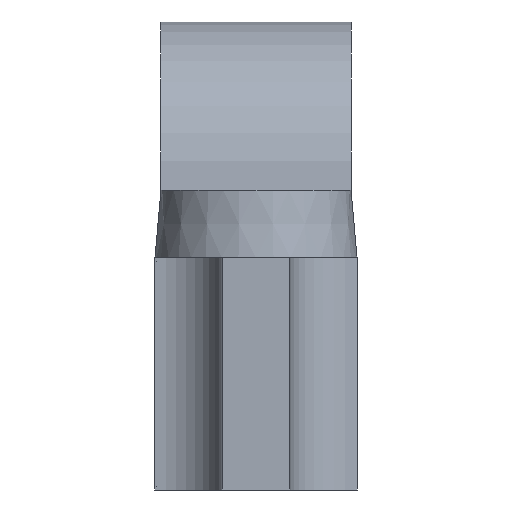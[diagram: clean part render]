
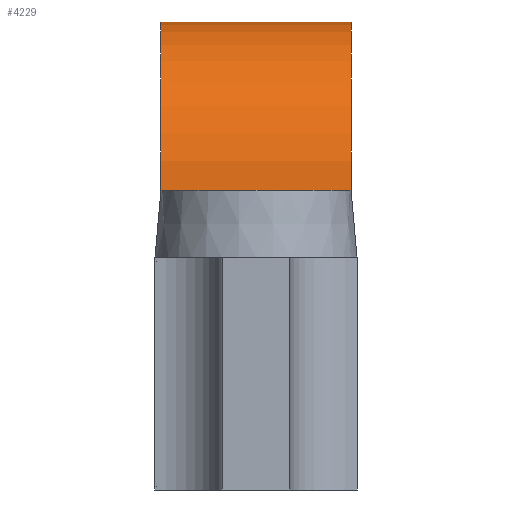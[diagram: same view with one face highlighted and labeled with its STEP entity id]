
A CAD part, left-side view. The second image highlights one B-rep face of the part: STEP entity #4229.
In plain terms, the highlighted cylindrical face has radius 0.5 mm (diameter 1 mm), a partial arc.
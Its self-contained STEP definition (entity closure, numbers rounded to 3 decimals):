
#53=CYLINDRICAL_SURFACE('',#4479,0.5);
#98=CIRCLE('',#4480,0.5);
#99=CIRCLE('',#4481,0.5);
#696=ORIENTED_EDGE('',*,*,#1424,.F.);
#697=ORIENTED_EDGE('',*,*,#1423,.F.);
#698=ORIENTED_EDGE('',*,*,#1425,.T.);
#699=ORIENTED_EDGE('',*,*,#1406,.T.);
#1406=EDGE_CURVE('',#1822,#1823,#2222,.T.);
#1423=EDGE_CURVE('',#1831,#1833,#2235,.T.);
#1424=EDGE_CURVE('',#1833,#1823,#98,.T.);
#1425=EDGE_CURVE('',#1831,#1822,#99,.T.);
#1822=VERTEX_POINT('',#6094);
#1823=VERTEX_POINT('',#6095);
#1831=VERTEX_POINT('',#6115);
#1833=VERTEX_POINT('',#6124);
#2222=LINE('',#6093,#2672);
#2235=LINE('',#6127,#2685);
#2672=VECTOR('',#5084,1000.);
#2685=VECTOR('',#5115,1000.);
#2977=EDGE_LOOP('',(#696,#697,#698,#699));
#3167=FACE_BOUND('',#2977,.T.);
#4229=ADVANCED_FACE('',(#3167),#53,.T.);
#4479=AXIS2_PLACEMENT_3D('',#6129,#5118,#5119);
#4480=AXIS2_PLACEMENT_3D('',#6130,#5120,#5121);
#4481=AXIS2_PLACEMENT_3D('',#6131,#5122,#5123);
#5084=DIRECTION('',(0.,1.,0.));
#5115=DIRECTION('',(0.,1.,0.));
#5118=DIRECTION('',(0.,1.,0.));
#5119=DIRECTION('',(0.,0.,1.));
#5120=DIRECTION('',(0.,1.,0.));
#5121=DIRECTION('',(-1.,0.,0.));
#5122=DIRECTION('',(0.,1.,0.));
#5123=DIRECTION('',(-1.,0.,0.));
#6093=CARTESIAN_POINT('',(0.5,-0.283,0.2));
#6094=CARTESIAN_POINT('',(0.5,-0.283,0.2));
#6095=CARTESIAN_POINT('',(0.5,0.283,0.2));
#6115=CARTESIAN_POINT('',(-0.5,-0.283,0.2));
#6124=CARTESIAN_POINT('',(-0.5,0.283,0.2));
#6127=CARTESIAN_POINT('',(-0.5,-0.283,0.2));
#6129=CARTESIAN_POINT('',(0.,-0.283,0.2));
#6130=CARTESIAN_POINT('',(0.,0.283,0.2));
#6131=CARTESIAN_POINT('',(0.,-0.283,0.2));
